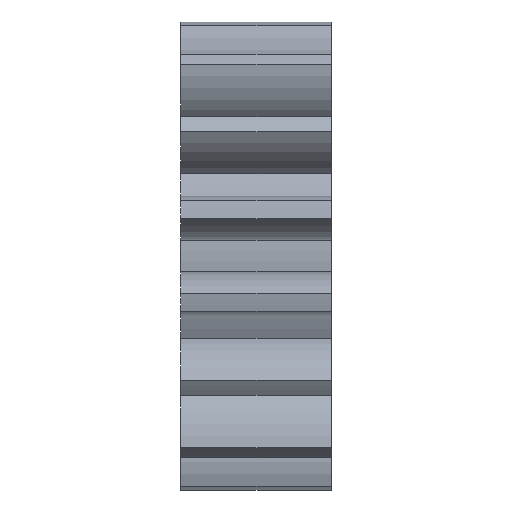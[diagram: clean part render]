
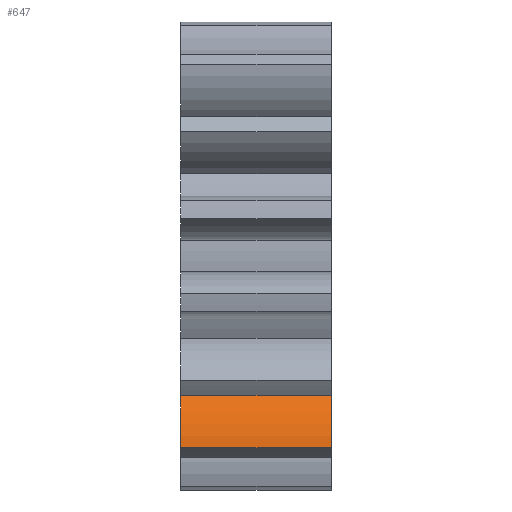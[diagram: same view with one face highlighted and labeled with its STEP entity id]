
A CAD part, front view. The second image highlights one B-rep face of the part: STEP entity #647.
In plain terms, the highlighted cylindrical face has radius 5.6 mm (diameter 11.2 mm), a partial arc.
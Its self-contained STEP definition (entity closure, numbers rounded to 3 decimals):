
#87 = EDGE_CURVE ( 'NONE', #187, #742, #1070, .T. ) ;
#95 = VERTEX_POINT ( 'NONE', #831 ) ;
#172 = DIRECTION ( 'NONE',  ( 1., 0., 0. ) ) ;
#187 = VERTEX_POINT ( 'NONE', #2090 ) ;
#329 = CARTESIAN_POINT ( 'NONE',  ( 10., -3.648, -13.054 ) ) ;
#368 = ORIENTED_EDGE ( 'NONE', *, *, #1532, .T. ) ;
#528 = CIRCLE ( 'NONE', #1508, 5.6 ) ;
#618 = CARTESIAN_POINT ( 'NONE',  ( 10., -3.648, -13.054 ) ) ;
#647 = ADVANCED_FACE ( 'NONE', ( #1785 ), #2379, .T. ) ;
#742 = VERTEX_POINT ( 'NONE', #836 ) ;
#792 = DIRECTION ( 'NONE',  ( -1., 0., 0. ) ) ;
#822 = CARTESIAN_POINT ( 'NONE',  ( 5., -9.24, -12.755 ) ) ;
#831 = CARTESIAN_POINT ( 'NONE',  ( 10., -9.24, -12.755 ) ) ;
#836 = CARTESIAN_POINT ( 'NONE',  ( 0., -9.24, -12.755 ) ) ;
#892 = EDGE_CURVE ( 'NONE', #1004, #187, #2508, .T. ) ;
#940 = ORIENTED_EDGE ( 'NONE', *, *, #87, .T. ) ;
#1004 = VERTEX_POINT ( 'NONE', #2155 ) ;
#1070 = CIRCLE ( 'NONE', #2127, 5.6 ) ;
#1120 = ORIENTED_EDGE ( 'NONE', *, *, #1387, .T. ) ;
#1139 = AXIS2_PLACEMENT_3D ( 'NONE', #618, #792, #1361 ) ;
#1305 = CARTESIAN_POINT ( 'NONE',  ( 10., -7.576, -9.062 ) ) ;
#1361 = DIRECTION ( 'NONE',  ( 0., 0., 1. ) ) ;
#1387 = EDGE_CURVE ( 'NONE', #742, #95, #2158, .T. ) ;
#1445 = DIRECTION ( 'NONE',  ( 0., 0., -1. ) ) ;
#1508 = AXIS2_PLACEMENT_3D ( 'NONE', #329, #2519, #2107 ) ;
#1532 = EDGE_CURVE ( 'NONE', #95, #1004, #528, .T. ) ;
#1615 = DIRECTION ( 'NONE',  ( 1., 0., 0. ) ) ;
#1785 = FACE_OUTER_BOUND ( 'NONE', #2523, .T. ) ;
#1928 = VECTOR ( 'NONE', #2486, 1000. ) ;
#1938 = CARTESIAN_POINT ( 'NONE',  ( 0., -3.648, -13.054 ) ) ;
#2090 = CARTESIAN_POINT ( 'NONE',  ( 0., -7.576, -9.062 ) ) ;
#2107 = DIRECTION ( 'NONE',  ( 0., -0.707, 0.707 ) ) ;
#2127 = AXIS2_PLACEMENT_3D ( 'NONE', #1938, #172, #1445 ) ;
#2155 = CARTESIAN_POINT ( 'NONE',  ( 10., -7.576, -9.062 ) ) ;
#2158 = LINE ( 'NONE', #822, #2500 ) ;
#2348 = ORIENTED_EDGE ( 'NONE', *, *, #892, .T. ) ;
#2379 = CYLINDRICAL_SURFACE ( 'NONE', #1139, 5.6 ) ;
#2486 = DIRECTION ( 'NONE',  ( -1., 0., 0. ) ) ;
#2500 = VECTOR ( 'NONE', #1615, 1000. ) ;
#2508 = LINE ( 'NONE', #1305, #1928 ) ;
#2519 = DIRECTION ( 'NONE',  ( -1., 0., 0. ) ) ;
#2523 = EDGE_LOOP ( 'NONE', ( #1120, #368, #2348, #940 ) ) ;
